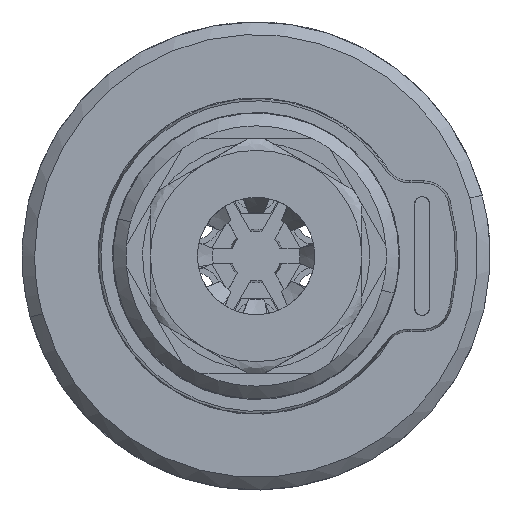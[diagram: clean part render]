
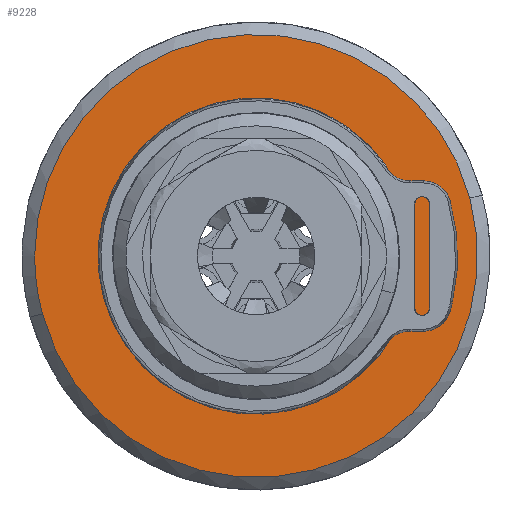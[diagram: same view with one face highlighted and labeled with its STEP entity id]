
A CAD part, left-side view. The second image highlights one B-rep face of the part: STEP entity #9228.
In plain terms, the highlighted planar face has unit normal (-1, 0, 0).
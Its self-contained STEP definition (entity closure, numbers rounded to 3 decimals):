
#9228=ADVANCED_FACE('',(#16395,#16396),#16397,.T.);
#16395=FACE_OUTER_BOUND('',#22429,.T.);
#16396=FACE_BOUND('',#22430,.T.);
#16397=PLANE('',#22431);
#22429=EDGE_LOOP('',(#30929,#30930,#30931));
#22430=EDGE_LOOP('',(#30932,#30933,#30934));
#22431=AXIS2_PLACEMENT_3D('',#30935,#30936,#30937);
#30929=ORIENTED_EDGE('',*,*,#38799,.T.);
#30930=ORIENTED_EDGE('',*,*,#38665,.T.);
#30931=ORIENTED_EDGE('',*,*,#38800,.T.);
#30932=ORIENTED_EDGE('',*,*,#38663,.F.);
#30933=ORIENTED_EDGE('',*,*,#38662,.F.);
#30934=ORIENTED_EDGE('',*,*,#38801,.F.);
#30935=CARTESIAN_POINT('',(-3.175,0.0,18.692));
#30936=DIRECTION('',(-1.0,0.0,0.0));
#30937=DIRECTION('',(0.0,0.0,1.0));
#38662=EDGE_CURVE('',#42326,#42328,#42329,.T.);
#38663=EDGE_CURVE('',#42328,#42322,#42330,.T.);
#38665=EDGE_CURVE('',#42334,#42331,#42335,.T.);
#38799=EDGE_CURVE('',#42562,#42334,#42563,.T.);
#38800=EDGE_CURVE('',#42331,#42562,#42564,.T.);
#38801=EDGE_CURVE('',#42322,#42326,#42565,.T.);
#42322=VERTEX_POINT('',#51093);
#42326=VERTEX_POINT('',#51098);
#42328=VERTEX_POINT('',#51101);
#42329=CIRCLE('',#51102,12.834);
#42330=CIRCLE('',#51103,12.834);
#42331=VERTEX_POINT('',#51104);
#42334=VERTEX_POINT('',#51108);
#42335=CIRCLE('',#51109,17.969);
#42562=VERTEX_POINT('',#57034);
#42563=CIRCLE('',#57035,17.969);
#42564=CIRCLE('',#57036,17.969);
#42565=CIRCLE('',#57037,12.834);
#51093=CARTESIAN_POINT('',(-3.175,-12.39,3.348));
#51098=CARTESIAN_POINT('',(-3.175,12.39,-3.348));
#51101=CARTESIAN_POINT('',(-3.175,-12.834,0.));
#51102=AXIS2_PLACEMENT_3D('',#61618,#61619,#61620);
#51103=AXIS2_PLACEMENT_3D('',#61621,#61622,#61623);
#51104=CARTESIAN_POINT('',(-3.175,-17.347,4.687));
#51108=CARTESIAN_POINT('',(-3.175,17.347,-4.687));
#51109=AXIS2_PLACEMENT_3D('',#61625,#61626,#61627);
#57034=CARTESIAN_POINT('',(-3.175,17.969,0.0));
#57035=AXIS2_PLACEMENT_3D('',#61867,#61868,#61869);
#57036=AXIS2_PLACEMENT_3D('',#61870,#61871,#61872);
#57037=AXIS2_PLACEMENT_3D('',#61873,#61874,#61875);
#61618=CARTESIAN_POINT('',(-3.175,0.0,0.0));
#61619=DIRECTION('',(-1.0,0.0,0.0));
#61620=DIRECTION('',(0.0,-1.0,0.0));
#61621=CARTESIAN_POINT('',(-3.175,0.0,0.0));
#61622=DIRECTION('',(-1.0,0.0,0.0));
#61623=DIRECTION('',(0.0,-1.0,0.0));
#61625=CARTESIAN_POINT('',(-3.175,0.0,0.0));
#61626=DIRECTION('',(-1.0,0.0,0.0));
#61627=DIRECTION('',(0.0,-1.0,0.0));
#61867=CARTESIAN_POINT('',(-3.175,0.0,0.0));
#61868=DIRECTION('',(-1.0,0.0,0.0));
#61869=DIRECTION('',(0.0,-1.0,0.0));
#61870=CARTESIAN_POINT('',(-3.175,0.0,0.0));
#61871=DIRECTION('',(-1.0,0.0,0.0));
#61872=DIRECTION('',(0.0,-1.0,0.0));
#61873=CARTESIAN_POINT('',(-3.175,0.0,0.0));
#61874=DIRECTION('',(-1.0,0.0,0.0));
#61875=DIRECTION('',(0.0,-1.0,0.0));
